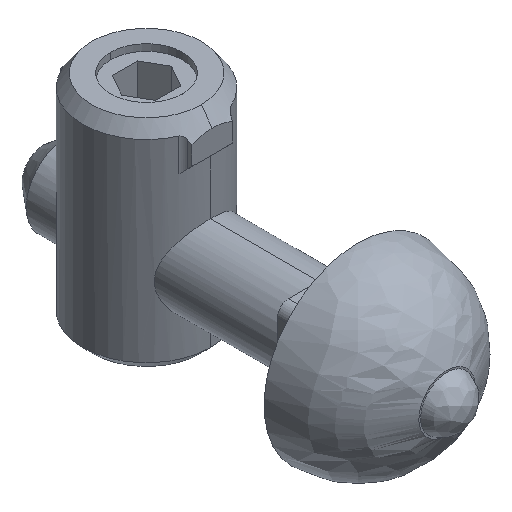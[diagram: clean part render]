
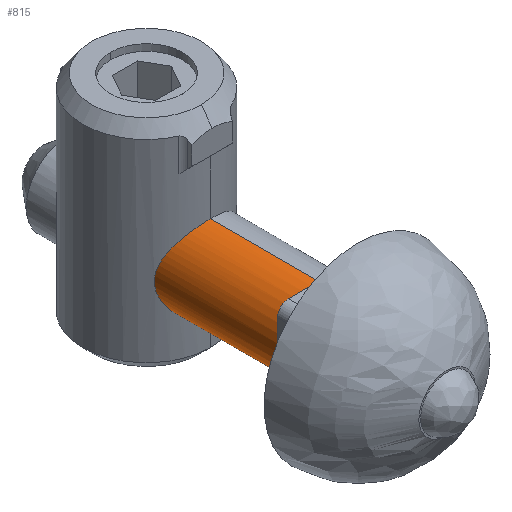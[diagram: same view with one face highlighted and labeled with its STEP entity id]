
A CAD part, isometric view. The second image highlights one B-rep face of the part: STEP entity #815.
In plain terms, the highlighted cylindrical face has radius 3.8 mm (diameter 7.6 mm), a partial arc.
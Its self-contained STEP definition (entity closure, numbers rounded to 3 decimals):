
#18 = EDGE_CURVE ( 'NONE', #422, #1837, #209, .T. ) ;
#75 = VERTEX_POINT ( 'NONE', #973 ) ;
#76 = CARTESIAN_POINT ( 'NONE',  ( 0., -5.9, -3.8 ) ) ;
#79 = CARTESIAN_POINT ( 'NONE',  ( -1.928, -5.58, 3.284 ) ) ;
#86 = CARTESIAN_POINT ( 'NONE',  ( -0.515, -5.883, -3.774 ) ) ;
#89 = CARTESIAN_POINT ( 'NONE',  ( 0., 9.5, 0. ) ) ;
#91 = EDGE_CURVE ( 'NONE', #233, #75, #1078, .T. ) ;
#115 = DIRECTION ( 'NONE',  ( 0., 0., 1. ) ) ;
#209 = B_SPLINE_CURVE_WITH_KNOTS ( 'NONE', 3,
 ( #76, #1876, #86, #375, #1126, #1564, #532, #1735, #1279, #840, #1721, #1427, #1726, #991, #1270, #367, #1138, #244, #522, #1578, #806, #1413, #380, #1585, #682, #79, #364, #1433, #1132, #1417, #668, #1590 ),
 .UNSPECIFIED., .F., .F.,
 ( 4, 2, 2, 2, 2, 2, 2, 2, 2, 2, 2, 2, 2, 2, 2, 4 ),
 ( 0.006, 0.007, 0.008, 0.009, 0.01, 0.011, 0.011, 0.012, 0.013, 0.014, 0.015, 0.015, 0.016, 0.017, 0.018, 0.018 ),
 .UNSPECIFIED. ) ;
#230 = VECTOR ( 'NONE', #1043, 1000. ) ;
#233 = VERTEX_POINT ( 'NONE', #711 ) ;
#241 = CARTESIAN_POINT ( 'NONE',  ( 0., -5.9, 3.8 ) ) ;
#244 = CARTESIAN_POINT ( 'NONE',  ( -3.673, -4.618, 1.008 ) ) ;
#268 = DIRECTION ( 'NONE',  ( 0., 1., 0. ) ) ;
#364 = CARTESIAN_POINT ( 'NONE',  ( -1.713, -5.651, 3.401 ) ) ;
#367 = CARTESIAN_POINT ( 'NONE',  ( -3.8, -4.513, 0.259 ) ) ;
#375 = CARTESIAN_POINT ( 'NONE',  ( -1.012, -5.818, -3.672 ) ) ;
#380 = CARTESIAN_POINT ( 'NONE',  ( -2.862, -5.163, 2.511 ) ) ;
#391 = CYLINDRICAL_SURFACE ( 'NONE', #418, 3.8 ) ;
#418 = AXIS2_PLACEMENT_3D ( 'NONE', #89, #1746, #1436 ) ;
#422 = VERTEX_POINT ( 'NONE', #774 ) ;
#436 = LINE ( 'NONE', #1047, #230 ) ;
#522 = CARTESIAN_POINT ( 'NONE',  ( -3.597, -4.678, 1.251 ) ) ;
#532 = CARTESIAN_POINT ( 'NONE',  ( -2.356, -5.422, -3.02 ) ) ;
#626 = LINE ( 'NONE', #721, #866 ) ;
#658 = EDGE_CURVE ( 'NONE', #233, #422, #436, .T. ) ;
#668 = CARTESIAN_POINT ( 'NONE',  ( -0.259, -5.9, 3.8 ) ) ;
#674 = AXIS2_PLACEMENT_3D ( 'NONE', #1911, #268, #115 ) ;
#682 = CARTESIAN_POINT ( 'NONE',  ( -2.332, -5.424, 3.01 ) ) ;
#711 = CARTESIAN_POINT ( 'NONE',  ( 0., -16.1, -3.8 ) ) ;
#721 = CARTESIAN_POINT ( 'NONE',  ( 0., 9.5, 3.8 ) ) ;
#774 = CARTESIAN_POINT ( 'NONE',  ( 0., -5.9, -3.8 ) ) ;
#806 = CARTESIAN_POINT ( 'NONE',  ( -3.288, -4.902, 1.921 ) ) ;
#815 = ADVANCED_FACE ( 'NONE', ( #1196 ), #391, .T. ) ;
#820 = ORIENTED_EDGE ( 'NONE', *, *, #658, .F. ) ;
#840 = CARTESIAN_POINT ( 'NONE',  ( -3.29, -4.9, -1.917 ) ) ;
#866 = VECTOR ( 'NONE', #1774, 1000. ) ;
#973 = CARTESIAN_POINT ( 'NONE',  ( 0., -16.1, 3.8 ) ) ;
#991 = CARTESIAN_POINT ( 'NONE',  ( -3.774, -4.536, -0.514 ) ) ;
#1043 = DIRECTION ( 'NONE',  ( 0., 1., 0. ) ) ;
#1047 = CARTESIAN_POINT ( 'NONE',  ( 0., 9.5, -3.8 ) ) ;
#1078 = CIRCLE ( 'NONE', #674, 3.8 ) ;
#1126 = CARTESIAN_POINT ( 'NONE',  ( -1.257, -5.769, -3.595 ) ) ;
#1132 = CARTESIAN_POINT ( 'NONE',  ( -1.008, -5.818, 3.672 ) ) ;
#1138 = CARTESIAN_POINT ( 'NONE',  ( -3.774, -4.536, 0.513 ) ) ;
#1154 = EDGE_CURVE ( 'NONE', #75, #1837, #626, .T. ) ;
#1196 = FACE_OUTER_BOUND ( 'NONE', #1829, .T. ) ;
#1270 = CARTESIAN_POINT ( 'NONE',  ( -3.8, -4.513, -0.261 ) ) ;
#1279 = CARTESIAN_POINT ( 'NONE',  ( -3.021, -5.07, -2.318 ) ) ;
#1413 = CARTESIAN_POINT ( 'NONE',  ( -3.015, -5.074, 2.326 ) ) ;
#1417 = CARTESIAN_POINT ( 'NONE',  ( -0.512, -5.883, 3.774 ) ) ;
#1427 = CARTESIAN_POINT ( 'NONE',  ( -3.597, -4.678, -1.251 ) ) ;
#1433 = CARTESIAN_POINT ( 'NONE',  ( -1.255, -5.77, 3.596 ) ) ;
#1436 = DIRECTION ( 'NONE',  ( 0., 0., 1. ) ) ;
#1457 = ORIENTED_EDGE ( 'NONE', *, *, #18, .F. ) ;
#1564 = CARTESIAN_POINT ( 'NONE',  ( -1.946, -5.59, -3.302 ) ) ;
#1578 = CARTESIAN_POINT ( 'NONE',  ( -3.404, -4.82, 1.706 ) ) ;
#1585 = CARTESIAN_POINT ( 'NONE',  ( -2.522, -5.337, 2.853 ) ) ;
#1590 = CARTESIAN_POINT ( 'NONE',  ( 0., -5.9, 3.8 ) ) ;
#1721 = CARTESIAN_POINT ( 'NONE',  ( -3.405, -4.819, -1.704 ) ) ;
#1726 = CARTESIAN_POINT ( 'NONE',  ( -3.673, -4.618, -1.008 ) ) ;
#1735 = CARTESIAN_POINT ( 'NONE',  ( -2.866, -5.161, -2.507 ) ) ;
#1746 = DIRECTION ( 'NONE',  ( 0., 1., 0. ) ) ;
#1774 = DIRECTION ( 'NONE',  ( 0., 1., 0. ) ) ;
#1827 = ORIENTED_EDGE ( 'NONE', *, *, #1154, .T. ) ;
#1829 = EDGE_LOOP ( 'NONE', ( #820, #1898, #1827, #1457 ) ) ;
#1837 = VERTEX_POINT ( 'NONE', #241 ) ;
#1876 = CARTESIAN_POINT ( 'NONE',  ( -0.258, -5.9, -3.8 ) ) ;
#1898 = ORIENTED_EDGE ( 'NONE', *, *, #91, .T. ) ;
#1911 = CARTESIAN_POINT ( 'NONE',  ( 0., -16.1, 0. ) ) ;
